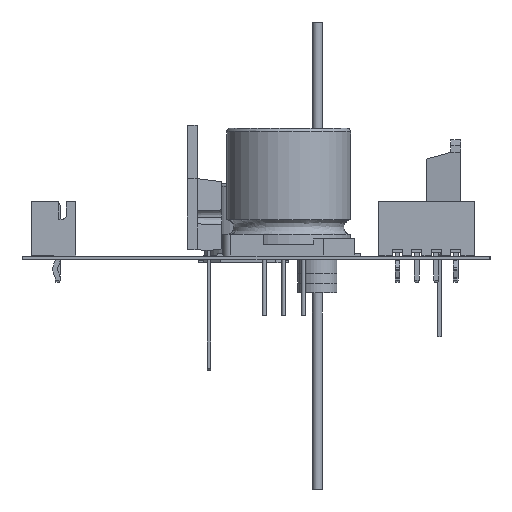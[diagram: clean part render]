
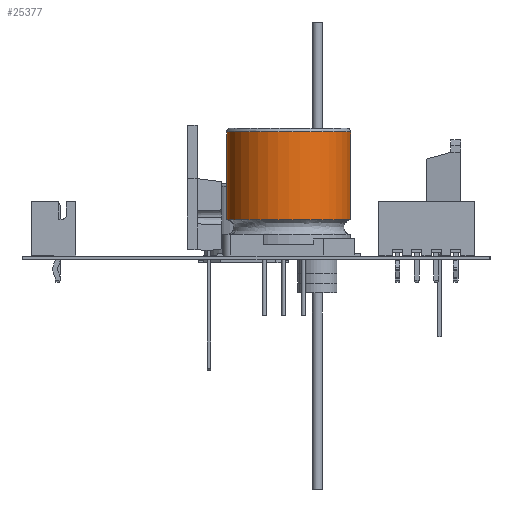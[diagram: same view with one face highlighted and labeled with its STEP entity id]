
A CAD part, left-side view. The second image highlights one B-rep face of the part: STEP entity #25377.
In plain terms, the highlighted cylindrical face has radius 8 mm (diameter 16 mm), a partial arc.
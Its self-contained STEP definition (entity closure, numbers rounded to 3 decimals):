
#25270 = VERTEX_POINT('',#25271);
#25271 = CARTESIAN_POINT('',(8.,4.7,0.));
#25290 = VERTEX_POINT('',#25291);
#25291 = CARTESIAN_POINT('',(-8.,4.7,0.));
#25298 = EDGE_CURVE('',#25290,#25270,#25299,.T.);
#25299 = CIRCLE('',#25300,8.);
#25300 = AXIS2_PLACEMENT_3D('',#25301,#25302,#25303);
#25301 = CARTESIAN_POINT('',(0.,4.7,0.));
#25302 = DIRECTION('',(0.,1.,0.));
#25303 = DIRECTION('',(1.,0.,0.));
#25337 = VERTEX_POINT('',#25338);
#25338 = CARTESIAN_POINT('',(8.,16.,0.));
#25346 = VERTEX_POINT('',#25347);
#25347 = CARTESIAN_POINT('',(-8.,16.,0.));
#25377 = ADVANCED_FACE('',(#25378),#25400,.T.);
#25378 = FACE_BOUND('',#25379,.T.);
#25379 = EDGE_LOOP('',(#25380,#25387,#25393,#25394));
#25380 = ORIENTED_EDGE('',*,*,#25381,.T.);
#25381 = EDGE_CURVE('',#25337,#25346,#25382,.T.);
#25382 = CIRCLE('',#25383,8.);
#25383 = AXIS2_PLACEMENT_3D('',#25384,#25385,#25386);
#25384 = CARTESIAN_POINT('',(0.,16.,0.));
#25385 = DIRECTION('',(0.,-1.,0.));
#25386 = DIRECTION('',(1.,0.,0.));
#25387 = ORIENTED_EDGE('',*,*,#25388,.T.);
#25388 = EDGE_CURVE('',#25346,#25290,#25389,.T.);
#25389 = LINE('',#25390,#25391);
#25390 = CARTESIAN_POINT('',(-8.,16.5,0.));
#25391 = VECTOR('',#25392,1.);
#25392 = DIRECTION('',(0.,-1.,0.));
#25393 = ORIENTED_EDGE('',*,*,#25298,.T.);
#25394 = ORIENTED_EDGE('',*,*,#25395,.F.);
#25395 = EDGE_CURVE('',#25337,#25270,#25396,.T.);
#25396 = LINE('',#25397,#25398);
#25397 = CARTESIAN_POINT('',(8.,16.5,0.));
#25398 = VECTOR('',#25399,1.);
#25399 = DIRECTION('',(0.,-1.,0.));
#25400 = CYLINDRICAL_SURFACE('',#25401,8.);
#25401 = AXIS2_PLACEMENT_3D('',#25402,#25403,#25404);
#25402 = CARTESIAN_POINT('',(0.,16.5,0.));
#25403 = DIRECTION('',(0.,-1.,0.));
#25404 = DIRECTION('',(1.,0.,0.));
